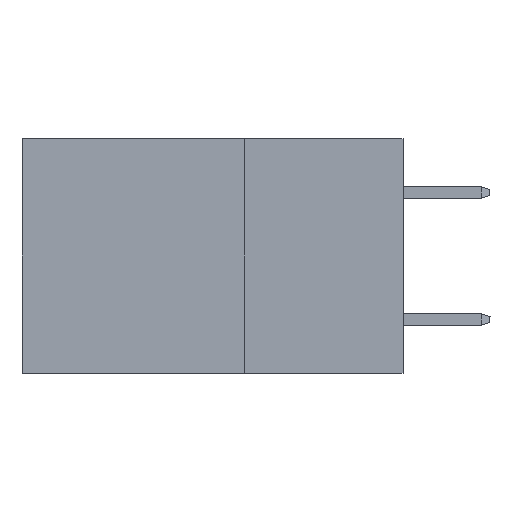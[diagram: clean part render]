
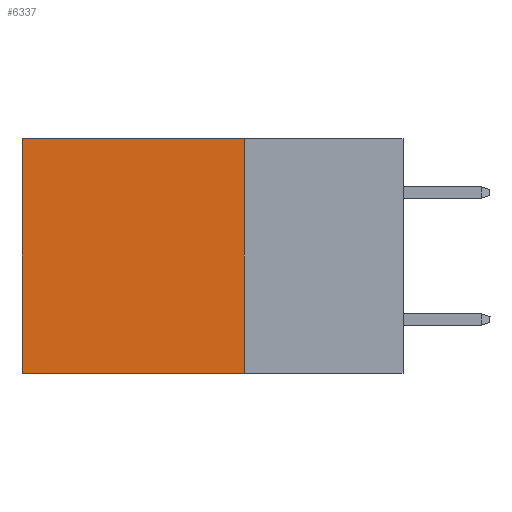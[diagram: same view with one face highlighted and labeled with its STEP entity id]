
A CAD part, left-side view. The second image highlights one B-rep face of the part: STEP entity #6337.
In plain terms, the highlighted planar face has unit normal (-1, 0, 0).
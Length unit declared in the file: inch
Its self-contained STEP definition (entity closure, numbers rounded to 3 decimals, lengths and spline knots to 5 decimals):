
#786 = EDGE_CURVE ( 'NONE', #10738, #10975, #41380, .T. ) ;
#1914 = CARTESIAN_POINT ( 'NONE',  ( 0.2875, 0.6, 0. ) ) ;
#2582 = VECTOR ( 'NONE', #11504, 39.37008 ) ;
#3530 = EDGE_CURVE ( 'NONE', #39207, #5002, #16339, .T. ) ;
#4217 = LINE ( 'NONE', #23813, #40620 ) ;
#4572 = EDGE_CURVE ( 'NONE', #10738, #39207, #4217, .T. ) ;
#5002 = VERTEX_POINT ( 'NONE', #19696 ) ;
#6337 = ADVANCED_FACE ( 'NONE', ( #16099 ), #26508, .F. ) ;
#6349 = CARTESIAN_POINT ( 'NONE',  ( 0.2875, 0.25, 0. ) ) ;
#7793 = ORIENTED_EDGE ( 'NONE', *, *, #39724, .T. ) ;
#9844 = EDGE_LOOP ( 'NONE', ( #7793, #34167, #40817, #15347 ) ) ;
#10738 = VERTEX_POINT ( 'NONE', #6349 ) ;
#10975 = VERTEX_POINT ( 'NONE', #34613 ) ;
#11504 = DIRECTION ( 'NONE',  ( 0., 0., -1. ) ) ;
#14715 = LINE ( 'NONE', #1914, #2582 ) ;
#15347 = ORIENTED_EDGE ( 'NONE', *, *, #786, .T. ) ;
#16099 = FACE_OUTER_BOUND ( 'NONE', #9844, .T. ) ;
#16339 = LINE ( 'NONE', #28460, #31758 ) ;
#18007 = DIRECTION ( 'NONE',  ( 0., 1., 0. ) ) ;
#19470 = VECTOR ( 'NONE', #18007, 39.37008 ) ;
#19696 = CARTESIAN_POINT ( 'NONE',  ( 0.2875, 0.6, -0.37 ) ) ;
#23813 = CARTESIAN_POINT ( 'NONE',  ( 0.2875, 0.25, 0. ) ) ;
#26508 = PLANE ( 'NONE',  #39023 ) ;
#26708 = CARTESIAN_POINT ( 'NONE',  ( 0.2875, 0.25, 0. ) ) ;
#27959 = CARTESIAN_POINT ( 'NONE',  ( 0.2875, 0.25, 0. ) ) ;
#28460 = CARTESIAN_POINT ( 'NONE',  ( 0.2875, 0.25, -0.37 ) ) ;
#29477 = DIRECTION ( 'NONE',  ( 1., 0., 0. ) ) ;
#29780 = DIRECTION ( 'NONE',  ( 0., 0., -1. ) ) ;
#31758 = VECTOR ( 'NONE', #41439, 39.37008 ) ;
#34167 = ORIENTED_EDGE ( 'NONE', *, *, #3530, .F. ) ;
#34613 = CARTESIAN_POINT ( 'NONE',  ( 0.2875, 0.6, 0. ) ) ;
#36266 = DIRECTION ( 'NONE',  ( 0., 0., -1. ) ) ;
#37292 = CARTESIAN_POINT ( 'NONE',  ( 0.2875, 0.25, -0.37 ) ) ;
#39023 = AXIS2_PLACEMENT_3D ( 'NONE', #26708, #29477, #36266 ) ;
#39207 = VERTEX_POINT ( 'NONE', #37292 ) ;
#39724 = EDGE_CURVE ( 'NONE', #10975, #5002, #14715, .T. ) ;
#40620 = VECTOR ( 'NONE', #29780, 39.37008 ) ;
#40817 = ORIENTED_EDGE ( 'NONE', *, *, #4572, .F. ) ;
#41380 = LINE ( 'NONE', #27959, #19470 ) ;
#41439 = DIRECTION ( 'NONE',  ( 0., 1., 0. ) ) ;
